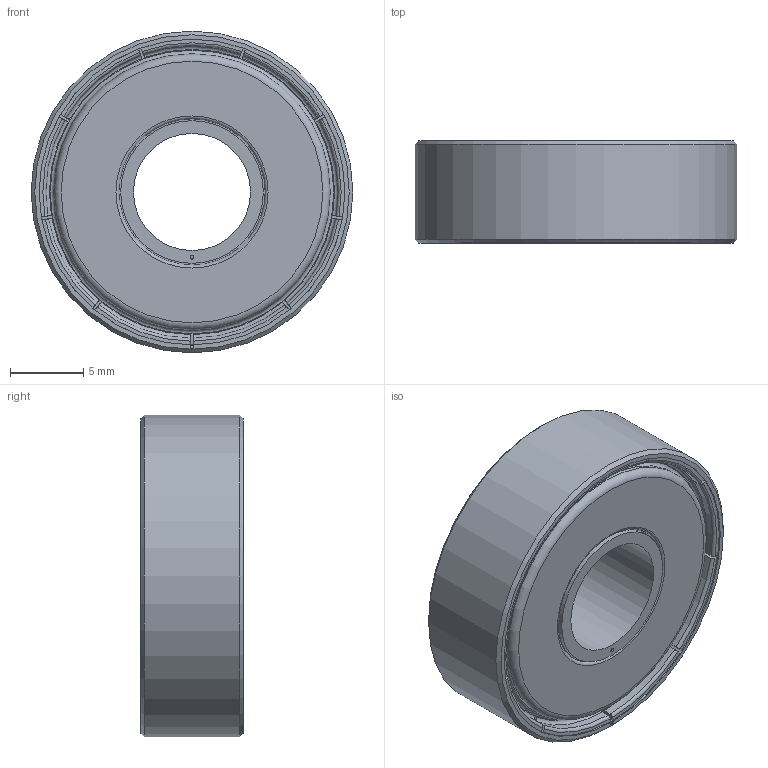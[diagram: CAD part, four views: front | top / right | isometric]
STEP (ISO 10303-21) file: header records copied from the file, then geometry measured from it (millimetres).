
FILE_DESCRIPTION(/* description */ (''),/* implementation_level */ '2;1');
FILE_NAME(/* name */ '608 ZZ Skateboard Bearing.step',/* time_stamp */ '2023-03-04T11:45:33-06:00',/* author */ (''),/* organization */ (''),/* preprocessor_version */ 'ST-DEVELOPER v19.2',/* originating_system */ 'Autodesk Translation Framework v11.17.0.187',/* authorisation */ '');
FILE_SCHEMA (('AUTOMOTIVE_DESIGN { 1 0 10303 214 3 1 1 }'));
Length unit declared in the file: millimetre
Products named in the file (4): 608 ZZ Skateboard Bearing; Outer; Inner; Cage
Assembly tree (3 placements, depth 2):
  608 ZZ Skateboard Bearing
    Outer
    Inner
    Cage
Bounding box: 22 x 7 x 22 mm (x, y, z)
Volume: 2175.5 mm3; surface area: 2815.4 mm2
Topology: 3 solids, 3 shells, 249 faces, 674 edges, 448 vertices
Faces by surface type: plane 98, bspline 75, torus 42, cylinder 32, cone 2
Full cylindrical faces by diameter (mm): 0.25 x4, 8 x1, 9.75 x2, 10 x2, 18.9 x2, 20.9 x2, 22 x1
Entity records: 9219 total; most frequent: CARTESIAN_POINT 3301, ORIENTED_EDGE 1348, DIRECTION 968, EDGE_CURVE 674, VERTEX_POINT 448, AXIS2_PLACEMENT_3D 335, LINE 298, VECTOR 298
